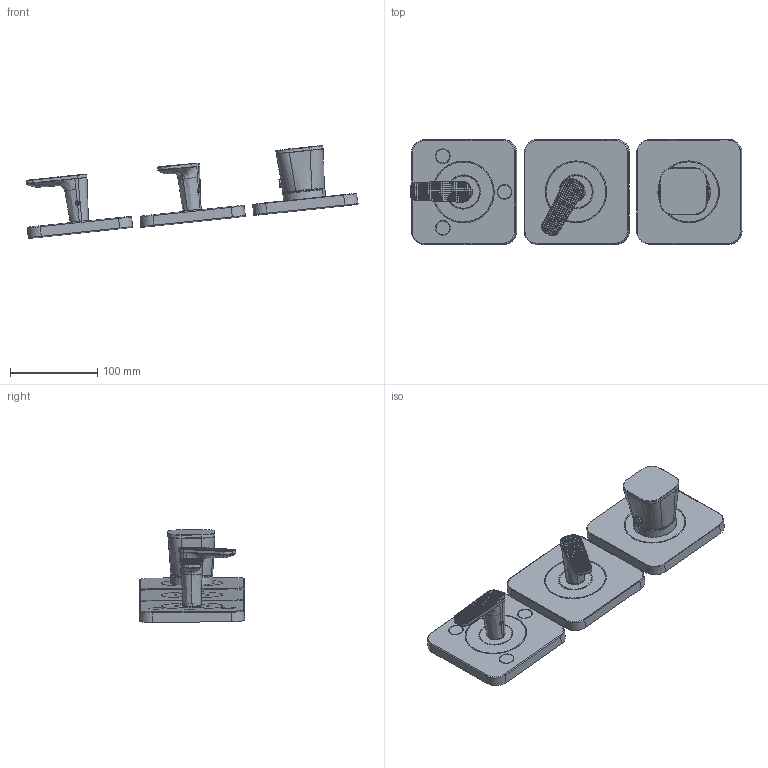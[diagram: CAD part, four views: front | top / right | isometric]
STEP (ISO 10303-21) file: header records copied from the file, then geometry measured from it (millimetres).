
FILE_DESCRIPTION(('CATIA V6 STEP','CAx-IF Rec.Pracs.--- Model Styling and Organization---1.5--- 2016-08-15','CAx-IF Rec.Pracs.---Supplemental Geometry---1.0---2011-11-01','CAx-IF Rec.Pracs.--- Composite Materials ---3.4---2017-06-13','CAx-IF Rec.Pracs.---Tessellated 3D Geometry---1.0---2015-12-17'),'2;1');
FILE_NAME('prd-HG-00476783.stp','2023-07-25T14:17:17+00:00',('none'),('none'),'3DEXPERIENCE Platform3DEXPERIENCE R2021x HotFix 8','3DEXPERIENCE Platform STEP AP242 v2','none');
FILE_SCHEMA(('AP242_MANAGED_MODEL_BASED_3D_ENGINEERING_MIM_LF {1 0 10303 442 1 1 4}'));
Products named in the file (12): P-2_AX_Arizia_TH_Modul_FS_3_Verbr.Strukt.; P-2_Hebelgriff_3L-WM_Struk._Ax_Arizia; V5_P_2_Rosette_3V_UV_AXOR_Citterio_Univers; V5_P_2_Rosette_AV_AXOR_Citterio_Universal; V5_P_2_Rosette_UPT_Axor_Citterio_Universal; V5_P_2_Farbring_D21_WW-_Kennzeichnung; P-2_Befestigung_FS_UPT_Arizia; V5_P_2_Huelse_UPT_T42_AX_Starck_SSC_(R01); P-2_Griff_Therm.UPT-FS_Arizia; V5_P_2_Taste_UPT_AX_JMM_(R06); V5_P_2_Markiereinsatz_Trio/_Quattro_leer; V5_Gew.stift_DIN916-5x5-A2-Fadensicherung
Assembly tree (17 placements, depth 2):
  P-2_AX_Arizia_TH_Modul_FS_3_Verbr.Strukt.
    P-2_Hebelgriff_3L-WM_Struk._Ax_Arizia  x2
    V5_P_2_Rosette_3V_UV_AXOR_Citterio_Univers
    V5_P_2_Rosette_AV_AXOR_Citterio_Universal
    V5_P_2_Rosette_UPT_Axor_Citterio_Universal
    V5_P_2_Farbring_D21_WW-_Kennzeichnung  x2
    P-2_Befestigung_FS_UPT_Arizia  x2
    V5_P_2_Huelse_UPT_T42_AX_Starck_SSC_(R01)
    P-2_Griff_Therm.UPT-FS_Arizia
    V5_P_2_Taste_UPT_AX_JMM_(R06)
    V5_P_2_Markiereinsatz_Trio/_Quattro_leer  x3
    V5_Gew.stift_DIN916-5x5-A2-Fadensicherung  x2
Bounding box: 381.31 x 120.91 x 106.6 mm (x, y, z)
Volume: 712018.5 mm3; surface area: 147201.4 mm2
Topology: 19 solids, 19 shells, 4066 faces, 9540 edges, 5514 vertices
Faces by surface type: plane 2727, cylinder 1145, bspline 110, torus 54, cone 30
Entity records: 55308 total; most frequent: CARTESIAN_POINT 17506, ORIENTED_EDGE 9932, EDGE_CURVE 4966, DIRECTION 4228, VECTOR 3367, LINE 3367, VERTEX_POINT 2893, EDGE_LOOP 2127
